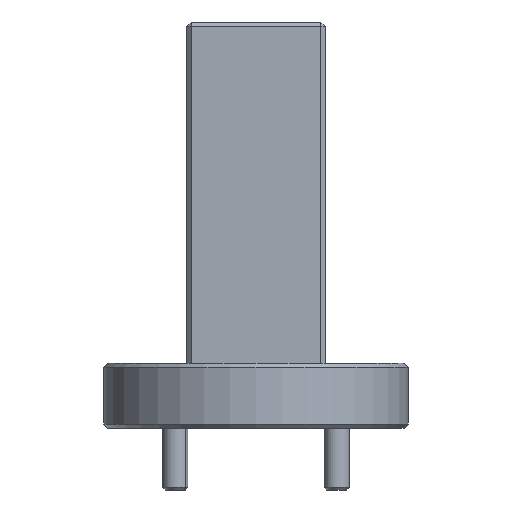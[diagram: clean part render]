
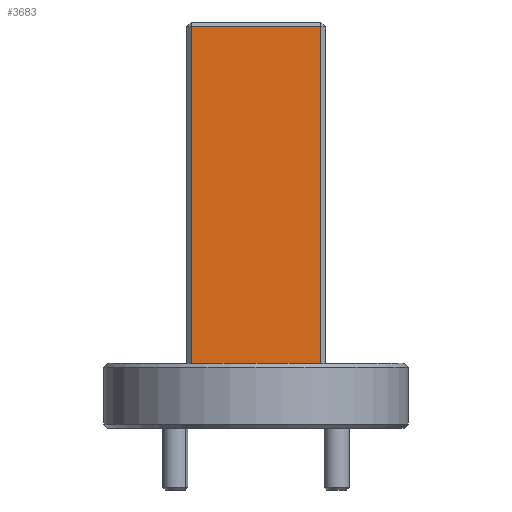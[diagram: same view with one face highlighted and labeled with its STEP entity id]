
A CAD part, front view. The second image highlights one B-rep face of the part: STEP entity #3683.
In plain terms, the highlighted planar face has unit normal (0, -1, 0).
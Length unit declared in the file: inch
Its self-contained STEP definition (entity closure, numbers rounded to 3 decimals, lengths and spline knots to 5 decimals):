
#1108 = FACE_OUTER_BOUND ( 'NONE', #6010, .T. ) ;
#1239 = DIRECTION ( 'NONE',  ( -1., 0., 0. ) ) ;
#2262 = ORIENTED_EDGE ( 'NONE', *, *, #2829, .T. ) ;
#2277 = VECTOR ( 'NONE', #13118, 39.37008 ) ;
#2424 = EDGE_CURVE ( 'NONE', #5016, #14692, #4578, .T. ) ;
#2704 = CARTESIAN_POINT ( 'NONE',  ( 1.27439, -1.68488, 0.7797 ) ) ;
#2829 = EDGE_CURVE ( 'NONE', #10986, #9951, #7310, .T. ) ;
#3236 = AXIS2_PLACEMENT_3D ( 'NONE', #2704, #4026, #9179 ) ;
#3683 = ADVANCED_FACE ( 'NONE', ( #1108 ), #9900, .F. ) ;
#4026 = DIRECTION ( 'NONE',  ( 0., 1., 0. ) ) ;
#4117 = ORIENTED_EDGE ( 'NONE', *, *, #13001, .T. ) ;
#4367 = ORIENTED_EDGE ( 'NONE', *, *, #2424, .T. ) ;
#4578 = LINE ( 'NONE', #14892, #14672 ) ;
#5016 = VERTEX_POINT ( 'NONE', #6923 ) ;
#6010 = EDGE_LOOP ( 'NONE', ( #2262, #4117, #4367, #7571 ) ) ;
#6336 = CARTESIAN_POINT ( 'NONE',  ( 1.05939, -1.68488, 0.7797 ) ) ;
#6923 = CARTESIAN_POINT ( 'NONE',  ( 0.73939, -1.68488, 0.7697 ) ) ;
#7310 = LINE ( 'NONE', #6336, #10567 ) ;
#7571 = ORIENTED_EDGE ( 'NONE', *, *, #15410, .F. ) ;
#8872 = CARTESIAN_POINT ( 'NONE',  ( 1.05939, -1.68488, -0.0603 ) ) ;
#9179 = DIRECTION ( 'NONE',  ( 0., 0., -1. ) ) ;
#9575 = DIRECTION ( 'NONE',  ( 0., 0., -1. ) ) ;
#9900 = PLANE ( 'NONE',  #3236 ) ;
#9951 = VERTEX_POINT ( 'NONE', #13194 ) ;
#10512 = CARTESIAN_POINT ( 'NONE',  ( 1.27439, -1.68488, 0.7697 ) ) ;
#10567 = VECTOR ( 'NONE', #12822, 39.37008 ) ;
#10693 = LINE ( 'NONE', #10512, #2277 ) ;
#10986 = VERTEX_POINT ( 'NONE', #8872 ) ;
#11638 = CARTESIAN_POINT ( 'NONE',  ( 1.27439, -1.68488, -0.0603 ) ) ;
#11969 = VECTOR ( 'NONE', #1239, 39.37008 ) ;
#12822 = DIRECTION ( 'NONE',  ( 0., 0., 1. ) ) ;
#13001 = EDGE_CURVE ( 'NONE', #9951, #5016, #10693, .T. ) ;
#13118 = DIRECTION ( 'NONE',  ( -1., 0., 0. ) ) ;
#13194 = CARTESIAN_POINT ( 'NONE',  ( 1.05939, -1.68488, 0.7697 ) ) ;
#13649 = CARTESIAN_POINT ( 'NONE',  ( 0.73939, -1.68488, -0.0603 ) ) ;
#14672 = VECTOR ( 'NONE', #9575, 39.37008 ) ;
#14692 = VERTEX_POINT ( 'NONE', #13649 ) ;
#14892 = CARTESIAN_POINT ( 'NONE',  ( 0.73939, -1.68488, -0.0603 ) ) ;
#15180 = LINE ( 'NONE', #11638, #11969 ) ;
#15410 = EDGE_CURVE ( 'NONE', #10986, #14692, #15180, .T. ) ;
